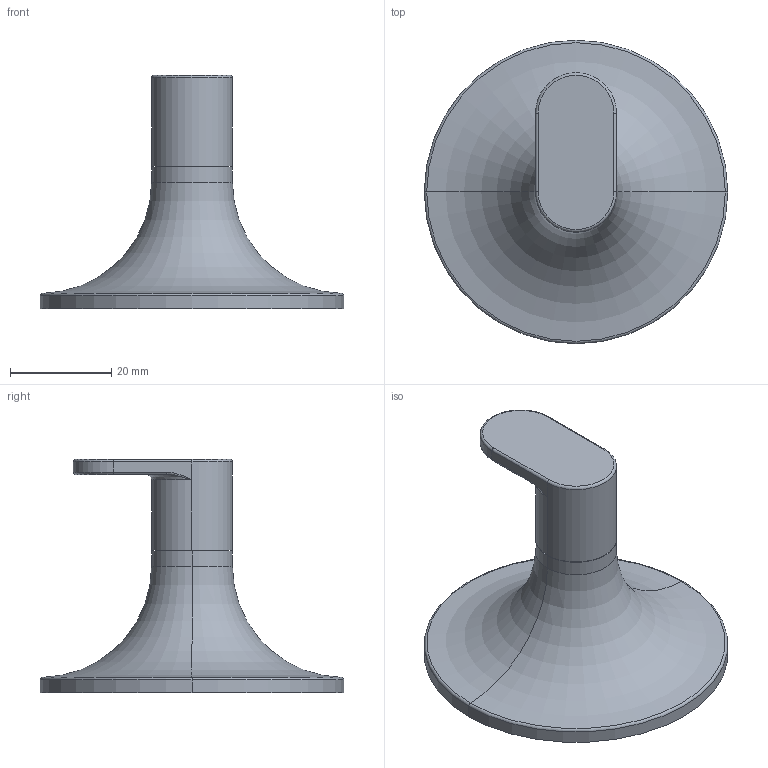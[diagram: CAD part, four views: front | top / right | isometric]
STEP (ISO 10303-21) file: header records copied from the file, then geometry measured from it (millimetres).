
FILE_DESCRIPTION (( 'STEP AP203' ), '1' );
FILE_NAME ('等畟像.STEP', '2024-09-14T01:02:13', ( '' ), ( '' ), 'SwSTEP 2.0', 'SolidWorks 2023', '' );
FILE_SCHEMA (( 'CONFIG_CONTROL_DESIGN' ));
Length unit declared in the file: millimetre
Products named in the file (7): 通用底座; 连体单衣钩头; 通用垫圈; 通用台阶垫圈; 单衣钩; 通用安装板; 通用连接轴
Assembly tree (6 placements, depth 2):
  单衣钩
    通用底座
    通用垫圈
    通用台阶垫圈
    通用连接轴
    通用安装板
    连体单衣钩头
Bounding box: 60 x 60 x 46.1 mm (x, y, z)
Volume: 20930 mm3; surface area: 16390.4 mm2
Topology: 6 solids, 6 shells, 401 faces, 1082 edges, 706 vertices
Faces by surface type: plane 180, cylinder 169, cone 27, bspline 15, torus 10
Entity records: 18892 total; most frequent: CARTESIAN_POINT 8657, ORIENTED_EDGE 2160, DIRECTION 1811, EDGE_CURVE 1080, VERTEX_POINT 706, AXIS2_PLACEMENT_3D 692, LINE 427, VECTOR 427
